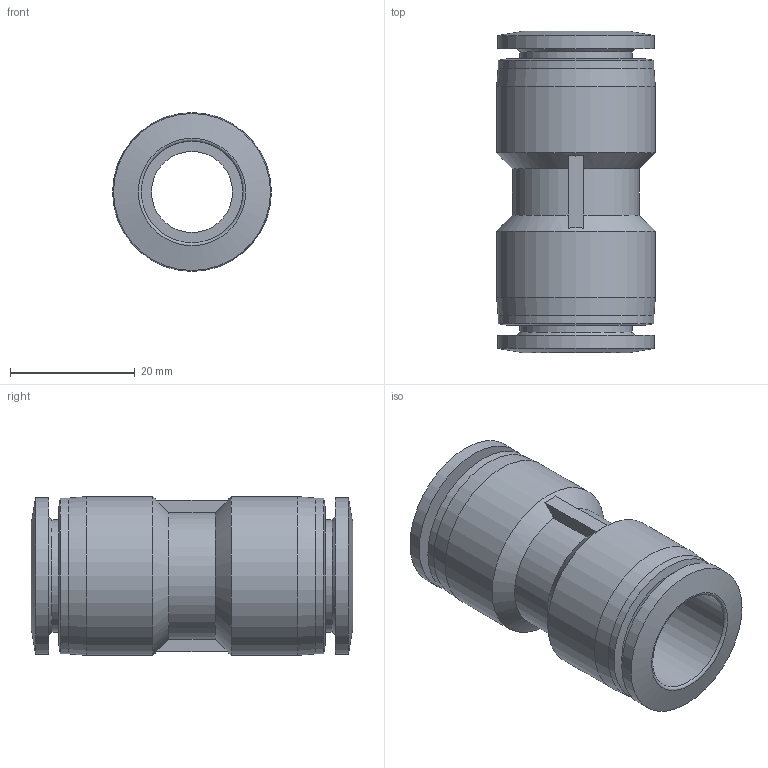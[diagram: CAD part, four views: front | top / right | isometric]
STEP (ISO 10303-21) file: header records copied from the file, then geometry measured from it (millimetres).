
FILE_DESCRIPTION((''),'2;1');
FILE_NAME('CDC Products 3D Ass''PUC16.stp','2010-08-16T09:59:50',('Microsoft'),(''),'Autodesk Inventor 2008','Autodesk Inventor 2008','');
FILE_SCHEMA(('AUTOMOTIVE_DESIGN { 1 0 10303 214 1 1 1 1 }'));
Length unit declared in the file: millimetre
Products named in the file (1): PUC16
Bounding box: 25.5 x 51.6 x 25.5 mm (x, y, z)
Volume: 12847.2 mm3; surface area: 8216.1 mm2
Topology: 1 solids, 1 shells, 37 faces, 77 edges, 46 vertices
Faces by surface type: cylinder 13, plane 12, cone 10, torus 2
Full cylindrical faces by diameter (mm): 13 x1, 16.3 x2, 18 x2, 25 x2, 25.2 x2, 25.5 x2
Entity records: 860 total; most frequent: CARTESIAN_POINT 158, DIRECTION 148, ORIENTED_EDGE 104, AXIS2_PLACEMENT_3D 70, EDGE_LOOP 66, EDGE_CURVE 52, VERTEX_POINT 44, FACE_OUTER_BOUND 37
